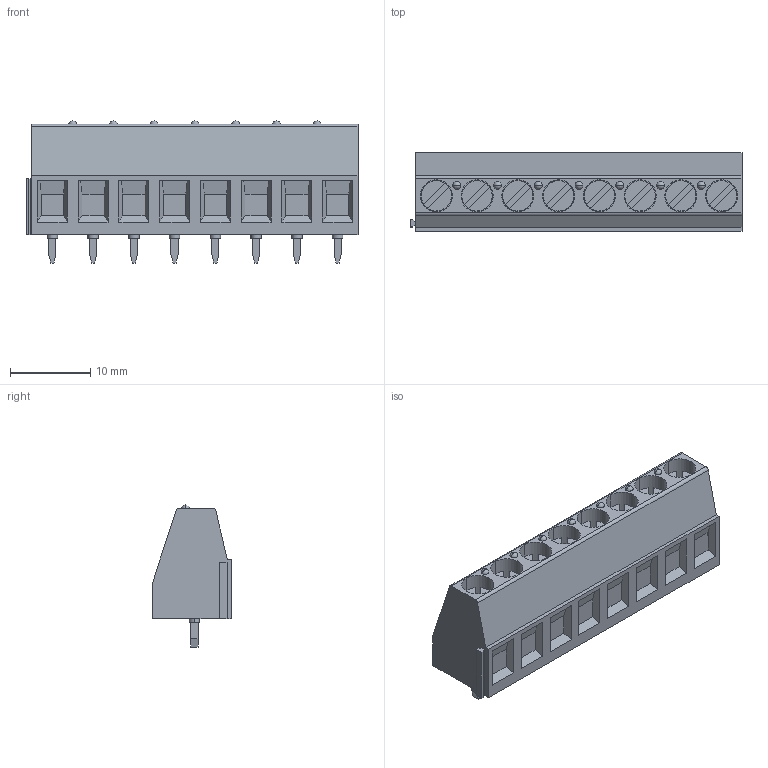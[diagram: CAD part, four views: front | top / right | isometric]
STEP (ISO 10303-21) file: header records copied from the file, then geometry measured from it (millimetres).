
FILE_DESCRIPTION((''),'2;1');
FILE_NAME('PHOENIX_1715789.stp','2013-02-25T19:13:01',(''),(''),'Mechanical Desktop 2011','Mechanical Desktop 2011',', , ');
FILE_SCHEMA(('AUTOMOTIVE_DESIGN { 1 2 10303 214 1 1 1 1 }'));
Length unit declared in the file: millimetre
Products named in the file (1): Product
Bounding box: 41.38 x 9.8 x 17.7 mm (x, y, z)
Volume: 4320.5 mm3; surface area: 3008.1 mm2
Topology: 33 solids, 33 shells, 413 faces, 948 edges, 622 vertices
Faces by surface type: plane 314, cylinder 85, sphere 14
Entity records: 11565 total; most frequent: DIRECTION 2015, CARTESIAN_POINT 1970, ORIENTED_EDGE 1868, EDGE_CURVE 934, VECTOR 681, LINE 681, AXIS2_PLACEMENT_3D 667, VERTEX_POINT 622
